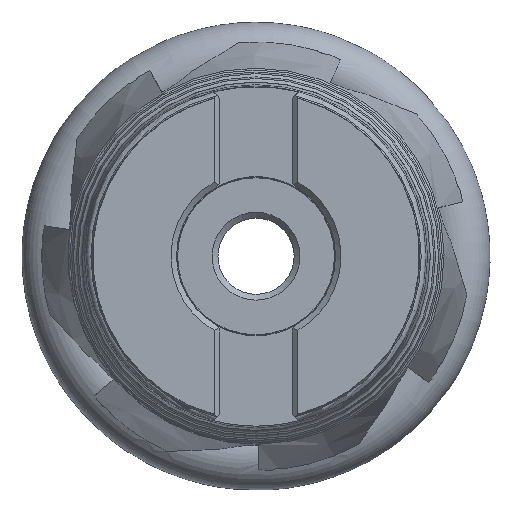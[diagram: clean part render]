
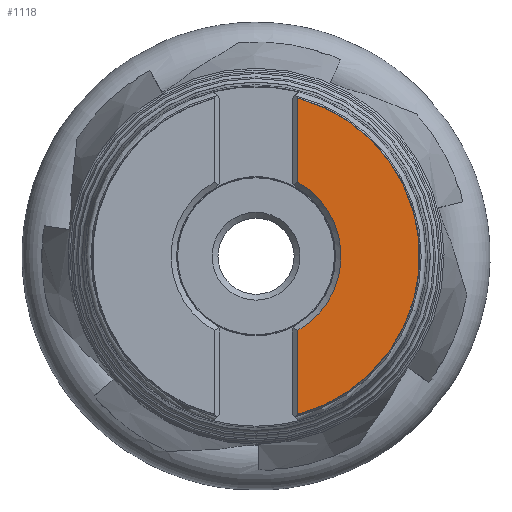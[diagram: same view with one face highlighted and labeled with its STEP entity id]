
A CAD part, left-side view. The second image highlights one B-rep face of the part: STEP entity #1118.
In plain terms, the highlighted planar face has unit normal (-1, 0, 0).
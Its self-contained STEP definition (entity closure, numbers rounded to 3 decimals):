
#6 = DIRECTION ( 'NONE',  ( 0., 0., -1. ) ) ;
#442 = AXIS2_PLACEMENT_3D ( 'NONE', #6177, #648, #4148 ) ;
#576 = LINE ( 'NONE', #3495, #1129 ) ;
#648 = DIRECTION ( 'NONE',  ( 1., 0., 0. ) ) ;
#848 = EDGE_CURVE ( 'NONE', #3904, #4691, #576, .T. ) ;
#1097 = EDGE_CURVE ( 'NONE', #4691, #5148, #2681, .T. ) ;
#1118 = ADVANCED_FACE ( 'NONE', ( #3228 ), #3641, .F. ) ;
#1129 = VECTOR ( 'NONE', #1519, 1000. ) ;
#1148 = DIRECTION ( 'NONE',  ( -1., 0., 0. ) ) ;
#1519 = DIRECTION ( 'NONE',  ( 0., 0., 1. ) ) ;
#1583 = CARTESIAN_POINT ( 'NONE',  ( -48.641, -7.15, 26.991 ) ) ;
#1705 = AXIS2_PLACEMENT_3D ( 'NONE', #6053, #2979, #6 ) ;
#1965 = CARTESIAN_POINT ( 'NONE',  ( -48.641, -7.15, -30. ) ) ;
#2048 = EDGE_CURVE ( 'NONE', #3904, #2782, #6016, .T. ) ;
#2228 = VECTOR ( 'NONE', #2435, 1000. ) ;
#2401 = ORIENTED_EDGE ( 'NONE', *, *, #5034, .F. ) ;
#2435 = DIRECTION ( 'NONE',  ( 0., 0., 1. ) ) ;
#2462 = ORIENTED_EDGE ( 'NONE', *, *, #848, .F. ) ;
#2517 = ORIENTED_EDGE ( 'NONE', *, *, #1097, .F. ) ;
#2681 = CIRCLE ( 'NONE', #6444, 14.525 ) ;
#2782 = VERTEX_POINT ( 'NONE', #1583 ) ;
#2816 = LINE ( 'NONE', #1965, #2228 ) ;
#2901 = ORIENTED_EDGE ( 'NONE', *, *, #2048, .T. ) ;
#2979 = DIRECTION ( 'NONE',  ( -1., 0., 0. ) ) ;
#3045 = CARTESIAN_POINT ( 'NONE',  ( -48.641, -7.15, -12.643 ) ) ;
#3228 = FACE_OUTER_BOUND ( 'NONE', #4398, .T. ) ;
#3495 = CARTESIAN_POINT ( 'NONE',  ( -48.641, -7.15, -30. ) ) ;
#3514 = CARTESIAN_POINT ( 'NONE',  ( -48.641, -7.15, 12.643 ) ) ;
#3641 = PLANE ( 'NONE',  #442 ) ;
#3904 = VERTEX_POINT ( 'NONE', #4936 ) ;
#4119 = CARTESIAN_POINT ( 'NONE',  ( -48.641, 0., 0. ) ) ;
#4148 = DIRECTION ( 'NONE',  ( 0., 0., -1. ) ) ;
#4398 = EDGE_LOOP ( 'NONE', ( #2462, #2901, #2401, #2517 ) ) ;
#4636 = DIRECTION ( 'NONE',  ( 0., 0., -1. ) ) ;
#4691 = VERTEX_POINT ( 'NONE', #3045 ) ;
#4936 = CARTESIAN_POINT ( 'NONE',  ( -48.641, -7.15, -26.991 ) ) ;
#5034 = EDGE_CURVE ( 'NONE', #5148, #2782, #2816, .T. ) ;
#5148 = VERTEX_POINT ( 'NONE', #3514 ) ;
#6016 = CIRCLE ( 'NONE', #1705, 27.922 ) ;
#6053 = CARTESIAN_POINT ( 'NONE',  ( -48.641, 0., 0. ) ) ;
#6177 = CARTESIAN_POINT ( 'NONE',  ( -48.641, 0., 0. ) ) ;
#6444 = AXIS2_PLACEMENT_3D ( 'NONE', #4119, #1148, #4636 ) ;
